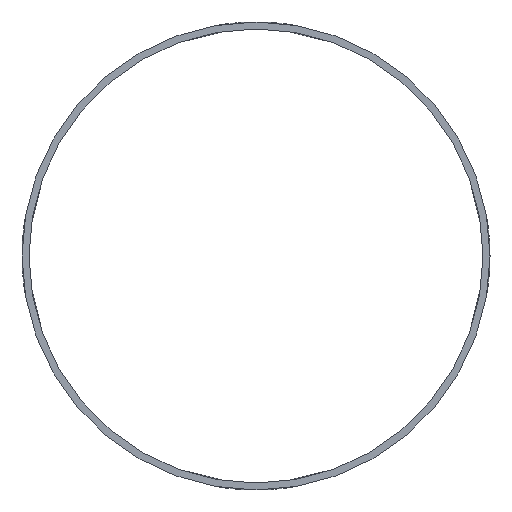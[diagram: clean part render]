
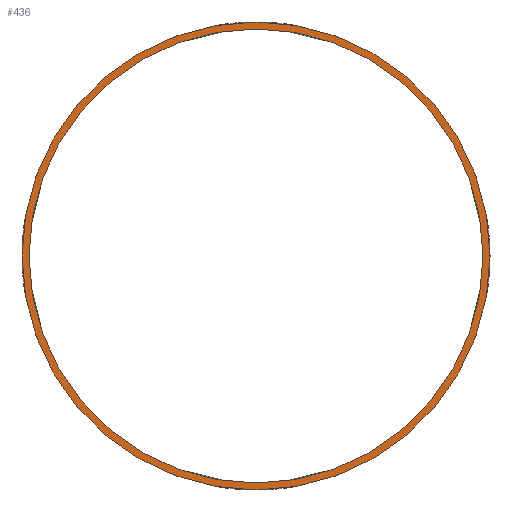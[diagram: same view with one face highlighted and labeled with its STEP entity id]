
A CAD part, left-side view. The second image highlights one B-rep face of the part: STEP entity #436.
In plain terms, the highlighted planar face has unit normal (-1, 0, 0).
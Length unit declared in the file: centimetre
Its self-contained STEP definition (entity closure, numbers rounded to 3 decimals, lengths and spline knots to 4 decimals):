
#14 = EDGE_CURVE ( 'NONE', #1047, #1185, #835, .T. ) ;
#55 = ORIENTED_EDGE ( 'NONE', *, *, #491, .T. ) ;
#96 = CARTESIAN_POINT ( 'NONE',  ( -25., 0., 0. ) ) ;
#104 = DIRECTION ( 'NONE',  ( 1., 0., 0. ) ) ;
#151 = CIRCLE ( 'NONE', #831, 4. ) ;
#234 = VERTEX_POINT ( 'NONE', #1474 ) ;
#236 = FACE_BOUND ( 'NONE', #1082, .T. ) ;
#276 = ORIENTED_EDGE ( 'NONE', *, *, #1647, .T. ) ;
#354 = AXIS2_PLACEMENT_3D ( 'NONE', #1616, #897, #1608 ) ;
#398 = PLANE ( 'NONE',  #1172 ) ;
#436 = ADVANCED_FACE ( 'NONE', ( #809, #236 ), #398, .F. ) ;
#456 = VERTEX_POINT ( 'NONE', #1402 ) ;
#491 = EDGE_CURVE ( 'NONE', #234, #456, #1487, .T. ) ;
#546 = CARTESIAN_POINT ( 'NONE',  ( -25., 0., 0. ) ) ;
#632 = EDGE_CURVE ( 'NONE', #1185, #1047, #151, .T. ) ;
#659 = DIRECTION ( 'NONE',  ( 0., 0., -1. ) ) ;
#667 = ORIENTED_EDGE ( 'NONE', *, *, #632, .F. ) ;
#676 = CARTESIAN_POINT ( 'NONE',  ( -25., 0., 4. ) ) ;
#708 = CARTESIAN_POINT ( 'NONE',  ( -25., 0., 0. ) ) ;
#716 = DIRECTION ( 'NONE',  ( 1., 0., 0. ) ) ;
#735 = DIRECTION ( 'NONE',  ( 1., 0., 0. ) ) ;
#809 = FACE_OUTER_BOUND ( 'NONE', #1137, .T. ) ;
#831 = AXIS2_PLACEMENT_3D ( 'NONE', #1264, #1128, #1678 ) ;
#835 = CIRCLE ( 'NONE', #1322, 4. ) ;
#897 = DIRECTION ( 'NONE',  ( 1., 0., 0. ) ) ;
#1047 = VERTEX_POINT ( 'NONE', #1519 ) ;
#1082 = EDGE_LOOP ( 'NONE', ( #276, #55 ) ) ;
#1128 = DIRECTION ( 'NONE',  ( 1., 0., 0. ) ) ;
#1137 = EDGE_LOOP ( 'NONE', ( #667, #1213 ) ) ;
#1152 = DIRECTION ( 'NONE',  ( 0., 0., -1. ) ) ;
#1172 = AXIS2_PLACEMENT_3D ( 'NONE', #96, #104, #659 ) ;
#1175 = DIRECTION ( 'NONE',  ( 0., 0., -1. ) ) ;
#1185 = VERTEX_POINT ( 'NONE', #676 ) ;
#1213 = ORIENTED_EDGE ( 'NONE', *, *, #14, .F. ) ;
#1264 = CARTESIAN_POINT ( 'NONE',  ( -25., 0., 0. ) ) ;
#1322 = AXIS2_PLACEMENT_3D ( 'NONE', #546, #716, #1152 ) ;
#1402 = CARTESIAN_POINT ( 'NONE',  ( -25., 0., 3.88 ) ) ;
#1404 = AXIS2_PLACEMENT_3D ( 'NONE', #708, #735, #1175 ) ;
#1474 = CARTESIAN_POINT ( 'NONE',  ( -25., 0., -3.88 ) ) ;
#1487 = CIRCLE ( 'NONE', #1404, 3.88 ) ;
#1519 = CARTESIAN_POINT ( 'NONE',  ( -25., 0., -4. ) ) ;
#1608 = DIRECTION ( 'NONE',  ( 0., 0., -1. ) ) ;
#1616 = CARTESIAN_POINT ( 'NONE',  ( -25., 0., 0. ) ) ;
#1647 = EDGE_CURVE ( 'NONE', #456, #234, #1751, .T. ) ;
#1678 = DIRECTION ( 'NONE',  ( 0., 0., -1. ) ) ;
#1751 = CIRCLE ( 'NONE', #354, 3.88 ) ;
